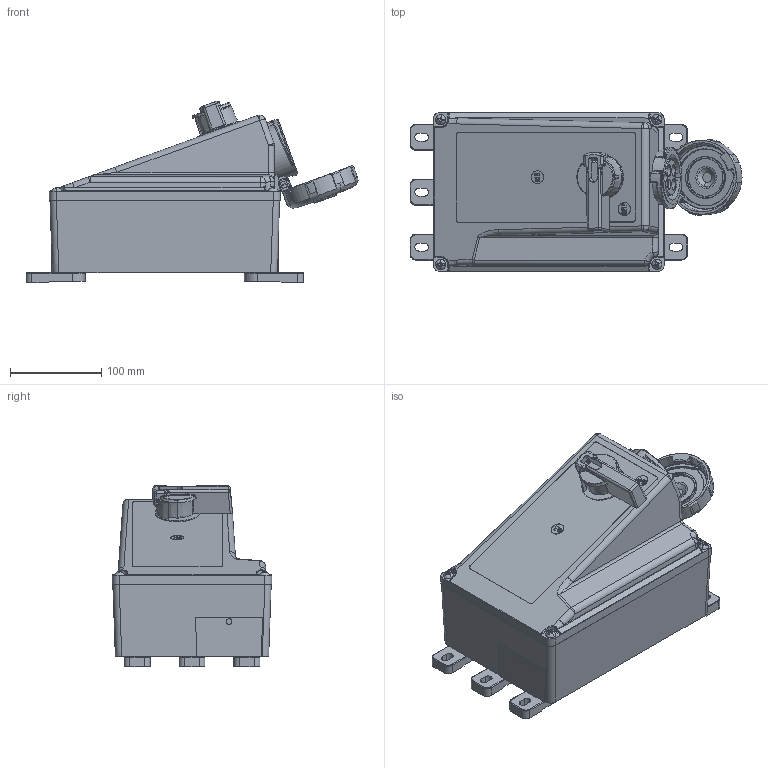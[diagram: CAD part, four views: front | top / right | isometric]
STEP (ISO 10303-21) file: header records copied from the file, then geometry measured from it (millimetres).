
FILE_DESCRIPTION (( 'STEP AP203' ), '1' );
FILE_NAME ('BRY420MI7W.step', '2023-02-15T14:55:42', ( '' ), ( '' ), 'SwSTEP 2.0', 'SolidWorks 2021', '' );
FILE_SCHEMA (( 'CONFIG_CONTROL_DESIGN' ));
Length unit declared in the file: inch
Products named in the file (1): BRY420MI7W
Bounding box: 364.59 x 175.04 x 199.6 mm (x, y, z)
Volume: 5487907.4 mm3; surface area: 300002.7 mm2
Topology: 10 solids, 15 shells, 2065 faces, 5575 edges, 3498 vertices
Faces by surface type: plane 740, cylinder 671, bspline 538, cone 102, torus 14
Entity records: 88256 total; most frequent: CARTESIAN_POINT 41323, ORIENTED_EDGE 10966, DIRECTION 8269, EDGE_CURVE 5483, VERTEX_POINT 3498, AXIS2_PLACEMENT_3D 2938, VECTOR 2393, LINE 2393
